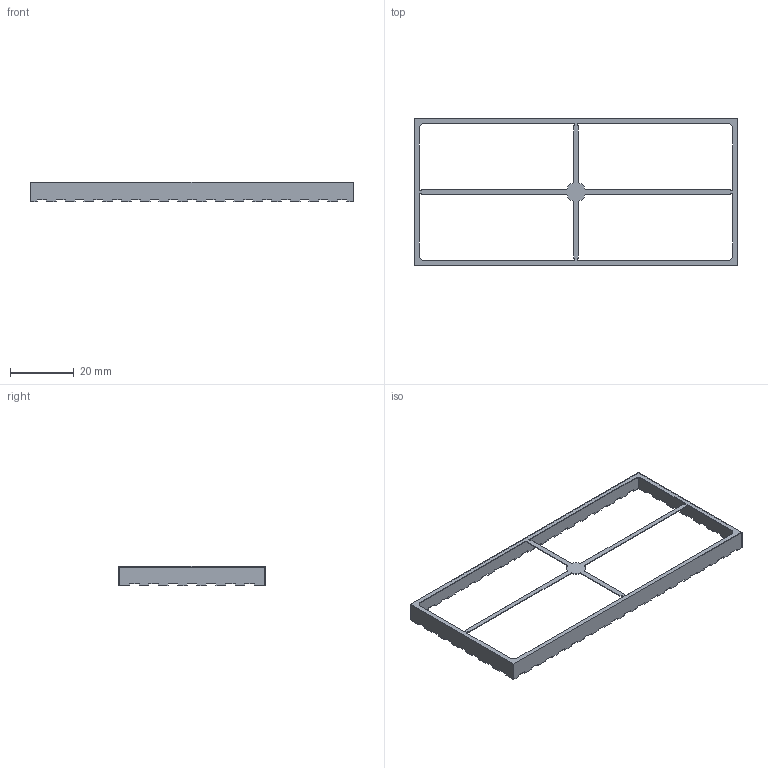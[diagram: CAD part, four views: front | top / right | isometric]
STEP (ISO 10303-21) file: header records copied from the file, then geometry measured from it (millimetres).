
FILE_DESCRIPTION (( 'STEP AP214' ), '1' );
FILE_NAME ('SMS-463F.STEP', '2022-10-17T08:18:27', ( 'Zhukovsky' ), ( '' ), 'SwSTEP 2.0', 'SolidWorks 2017', '' );
FILE_SCHEMA (( 'AUTOMOTIVE_DESIGN' ));
Length unit declared in the file: millimetre
Products named in the file (1): SMS-463F
Bounding box: 101.07 x 45.85 x 5.99 mm (x, y, z)
Volume: 463.2 mm3; surface area: 4740.5 mm2
Topology: 1 solids, 1 shells, 236 faces, 702 edges, 468 vertices
Faces by surface type: plane 222, cylinder 14
Entity records: 10420 total; most frequent: CARTESIAN_POINT 1407, ORIENTED_EDGE 1404, DIRECTION 1204, EDGE_CURVE 702, LINE 674, VECTOR 674, VERTEX_POINT 468, AXIS2_PLACEMENT_3D 265
